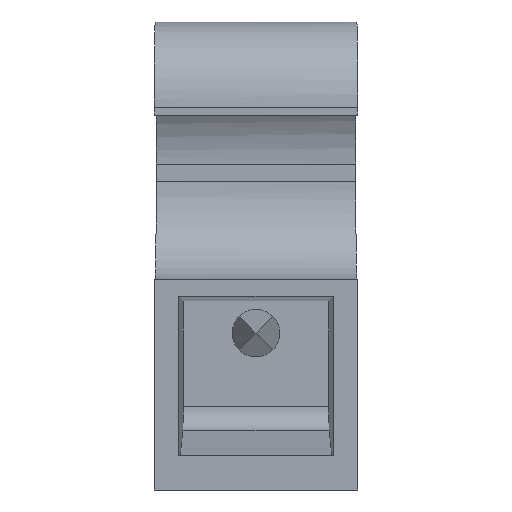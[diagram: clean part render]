
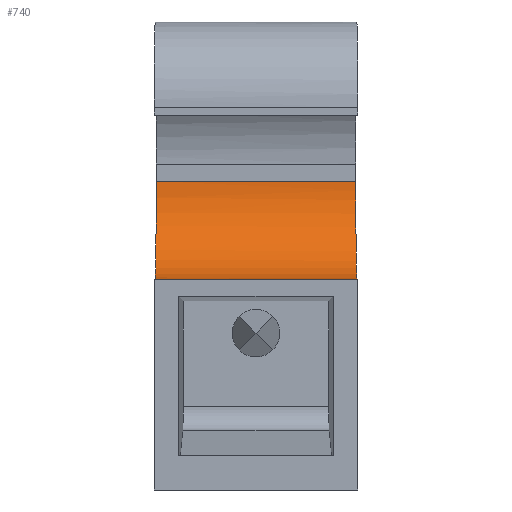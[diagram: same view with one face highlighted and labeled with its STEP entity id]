
A CAD part, front view. The second image highlights one B-rep face of the part: STEP entity #740.
In plain terms, the highlighted cylindrical face has radius 4 mm (diameter 8 mm), a partial arc.
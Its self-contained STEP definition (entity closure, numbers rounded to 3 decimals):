
#6 = CARTESIAN_POINT ( 'NONE',  ( -4.15, 7.3, 12.6 ) ) ;
#71 = FACE_OUTER_BOUND ( 'NONE', #1268, .T. ) ;
#87 = CARTESIAN_POINT ( 'NONE',  ( 4.116, 3.3, 8.6 ) ) ;
#94 = DIRECTION ( 'NONE',  ( 1., 0., 0. ) ) ;
#98 = CARTESIAN_POINT ( 'NONE',  ( -4.15, 3.3, 8.6 ) ) ;
#118 = DIRECTION ( 'NONE',  ( 1., 0., 0. ) ) ;
#132 = VERTEX_POINT ( 'NONE', #87 ) ;
#149 = VERTEX_POINT ( 'NONE', #828 ) ;
#165 = VERTEX_POINT ( 'NONE', #487 ) ;
#177 = LINE ( 'NONE', #6, #728 ) ;
#201 = CARTESIAN_POINT ( 'NONE',  ( -4.092, 5.643, 8.6 ) ) ;
#249 = VECTOR ( 'NONE', #94, 1000. ) ;
#299 =( BOUNDED_CURVE ( )  B_SPLINE_CURVE ( 3, ( #312, #953, #201, #751 ),
 .UNSPECIFIED., .F., .F. ) 
 B_SPLINE_CURVE_WITH_KNOTS ( ( 4, 4 ),
 ( 0., 1.571 ),
 .UNSPECIFIED. ) 
 CURVE ( )  GEOMETRIC_REPRESENTATION_ITEM ( )  RATIONAL_B_SPLINE_CURVE ( ( 1., 0.805, 0.805, 1. ) ) 
 REPRESENTATION_ITEM ( '' )  );
#312 = CARTESIAN_POINT ( 'NONE',  ( -4.075, 7.3, 12.6 ) ) ;
#394 = CARTESIAN_POINT ( 'NONE',  ( -4.15, 3.3, 12.6 ) ) ;
#450 = DIRECTION ( 'NONE',  ( 1., 0., 0. ) ) ;
#479 = ORIENTED_EDGE ( 'NONE', *, *, #1180, .T. ) ;
#487 = CARTESIAN_POINT ( 'NONE',  ( -4.075, 7.3, 12.6 ) ) ;
#499 = CARTESIAN_POINT ( 'NONE',  ( 4.075, 7.3, 10.257 ) ) ;
#557 = AXIS2_PLACEMENT_3D ( 'NONE', #394, #118, #1140 ) ;
#604 = EDGE_CURVE ( 'NONE', #165, #1053, #177, .T. ) ;
#715 = CARTESIAN_POINT ( 'NONE',  ( 4.092, 5.643, 8.6 ) ) ;
#728 = VECTOR ( 'NONE', #450, 1000. ) ;
#740 = ADVANCED_FACE ( 'NONE', ( #71 ), #1276, .F. ) ;
#751 = CARTESIAN_POINT ( 'NONE',  ( -4.116, 3.3, 8.6 ) ) ;
#753 = EDGE_CURVE ( 'NONE', #132, #1053, #1182, .T. ) ;
#828 = CARTESIAN_POINT ( 'NONE',  ( -4.116, 3.3, 8.6 ) ) ;
#831 = LINE ( 'NONE', #98, #249 ) ;
#912 = ORIENTED_EDGE ( 'NONE', *, *, #604, .F. ) ;
#953 = CARTESIAN_POINT ( 'NONE',  ( -4.075, 7.3, 10.257 ) ) ;
#1053 = VERTEX_POINT ( 'NONE', #1183 ) ;
#1089 = ORIENTED_EDGE ( 'NONE', *, *, #1274, .T. ) ;
#1137 = CARTESIAN_POINT ( 'NONE',  ( 4.075, 7.3, 12.6 ) ) ;
#1140 = DIRECTION ( 'NONE',  ( 0., 0., -1. ) ) ;
#1180 = EDGE_CURVE ( 'NONE', #165, #149, #299, .T. ) ;
#1182 =( BOUNDED_CURVE ( )  B_SPLINE_CURVE ( 3, ( #1343, #715, #499, #1137 ),
 .UNSPECIFIED., .F., .F. ) 
 B_SPLINE_CURVE_WITH_KNOTS ( ( 4, 4 ),
 ( 1.571, 3.142 ),
 .UNSPECIFIED. ) 
 CURVE ( )  GEOMETRIC_REPRESENTATION_ITEM ( )  RATIONAL_B_SPLINE_CURVE ( ( 1., 0.805, 0.805, 1. ) ) 
 REPRESENTATION_ITEM ( '' )  );
#1183 = CARTESIAN_POINT ( 'NONE',  ( 4.075, 7.3, 12.6 ) ) ;
#1267 = ORIENTED_EDGE ( 'NONE', *, *, #753, .T. ) ;
#1268 = EDGE_LOOP ( 'NONE', ( #1089, #1267, #912, #479 ) ) ;
#1274 = EDGE_CURVE ( 'NONE', #149, #132, #831, .T. ) ;
#1276 = CYLINDRICAL_SURFACE ( 'NONE', #557, 4. ) ;
#1343 = CARTESIAN_POINT ( 'NONE',  ( 4.116, 3.3, 8.6 ) ) ;
